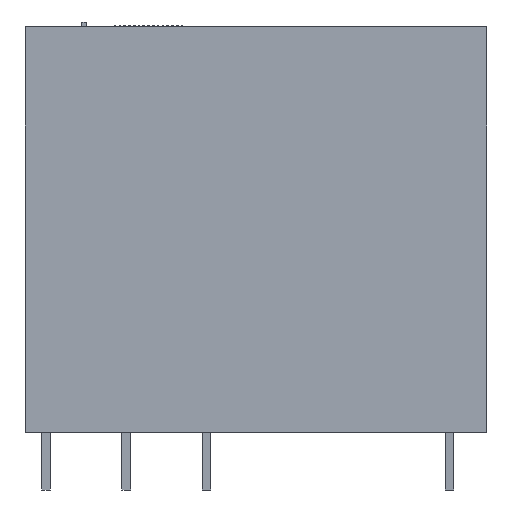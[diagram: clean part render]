
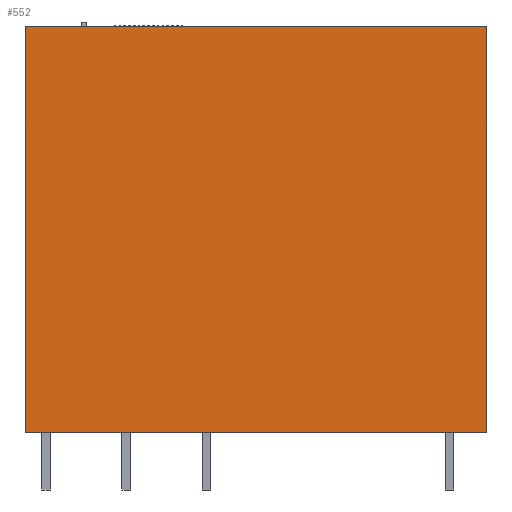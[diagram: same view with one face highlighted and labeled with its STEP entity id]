
A CAD part, left-side view. The second image highlights one B-rep face of the part: STEP entity #552.
In plain terms, the highlighted planar face has unit normal (-1, 0, 0).
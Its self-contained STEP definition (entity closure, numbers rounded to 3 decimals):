
#532=AXIS2_PLACEMENT_3D('Plane Axis2P3D',#529,#530,#531) ;
#130=CARTESIAN_POINT('Vertex',(0.,0.,3.6)) ;
#133=CARTESIAN_POINT('Line Origine',(0.,14.5,3.6)) ;
#137=CARTESIAN_POINT('Vertex',(0.,29.,3.6)) ;
#513=CARTESIAN_POINT('Vertex',(0.,0.,29.1)) ;
#516=CARTESIAN_POINT('Line Origine',(0.,0.,16.35)) ;
#529=CARTESIAN_POINT('Axis2P3D Location',(0.,0.388,0.)) ;
#534=CARTESIAN_POINT('Line Origine',(0.,29.,16.35)) ;
#538=CARTESIAN_POINT('Vertex',(0.,29.,29.1)) ;
#541=CARTESIAN_POINT('Line Origine',(0.,14.5,29.1)) ;
#134=DIRECTION('Vector Direction',(0.,1.,0.)) ;
#517=DIRECTION('Vector Direction',(0.,0.,1.)) ;
#530=DIRECTION('Axis2P3D Direction',(1.,0.,-0.)) ;
#531=DIRECTION('Axis2P3D XDirection',(0.,1.,0.)) ;
#535=DIRECTION('Vector Direction',(0.,0.,-1.)) ;
#542=DIRECTION('Vector Direction',(0.,1.,0.)) ;
#135=VECTOR('Line Direction',#134,1.) ;
#518=VECTOR('Line Direction',#517,1.) ;
#536=VECTOR('Line Direction',#535,1.) ;
#543=VECTOR('Line Direction',#542,1.) ;
#547=ORIENTED_EDGE('',*,*,#540,.F.) ;
#548=ORIENTED_EDGE('',*,*,#139,.F.) ;
#549=ORIENTED_EDGE('',*,*,#520,.F.) ;
#550=ORIENTED_EDGE('',*,*,#545,.F.) ;
#552=ADVANCED_FACE('RCL-RELAIS',(#551),#533,.F.) ;
#139=EDGE_CURVE('',#131,#138,#136,.T.) ;
#520=EDGE_CURVE('',#514,#131,#519,.F.) ;
#540=EDGE_CURVE('',#138,#539,#537,.F.) ;
#545=EDGE_CURVE('',#539,#514,#544,.F.) ;
#546=EDGE_LOOP('',(#547,#548,#549,#550)) ;
#551=FACE_OUTER_BOUND('',#546,.T.) ;
#136=LINE('Line',#133,#135) ;
#519=LINE('Line',#516,#518) ;
#537=LINE('Line',#534,#536) ;
#544=LINE('Line',#541,#543) ;
#533=PLANE('',#532) ;
#131=VERTEX_POINT('',#130) ;
#138=VERTEX_POINT('',#137) ;
#514=VERTEX_POINT('',#513) ;
#539=VERTEX_POINT('',#538) ;
